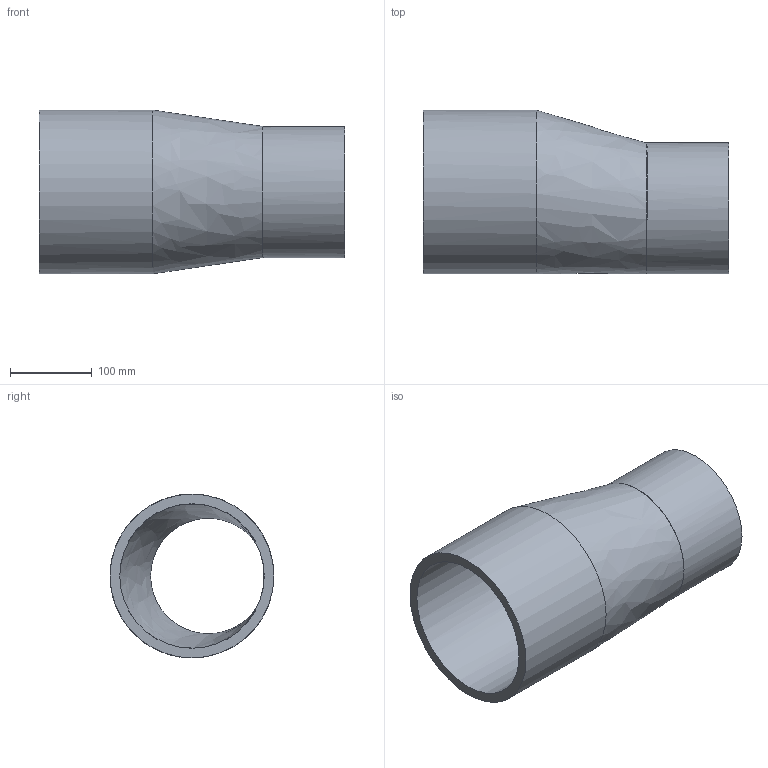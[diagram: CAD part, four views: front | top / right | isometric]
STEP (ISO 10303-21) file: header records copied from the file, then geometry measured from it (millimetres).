
FILE_DESCRIPTION(/* description */ ('PE100 Eccentric Reduction Long, Ø200-160, SDR17'),/* implementation_level */ '2;1');
FILE_NAME(/* name */ 'REL-EX17-RC-200-160',/* time_stamp */ '2022-07-06T16:14:56+02:00',/* author */ ('COAB Solutions'),/* organization */ ('GPA Flowsystem'),/* preprocessor_version */ 'ST-DEVELOPER v18.1',/* originating_system */ 'www.coabsolutions.com',/* authorisation */ '');
FILE_SCHEMA (('AUTOMOTIVE_DESIGN { 1 0 10303 214 3 1 1 }','AP242_MANAGED_MODEL_BASED_3D_ENGINEERING_MIM_LF { 1 0 10303 442 1 1 4 }'));
Length unit declared in the file: millimetre
Products named in the file (1): REL-EX17-RC-200-160
Bounding box: 373 x 200 x 200 mm (x, y, z)
Volume: 2191857.6 mm3; surface area: 415018.5 mm2
Topology: 1 solids, 1 shells, 9 faces, 25 edges, 16 vertices
Faces by surface type: cylinder 4, bspline 3, plane 2
Full cylindrical faces by diameter (mm): 141 x1, 160 x1, 176.2 x1, 200 x1
Entity records: 695 total; most frequent: CARTESIAN_POINT 433, ORIENTED_EDGE 46, DIRECTION 46, EDGE_CURVE 23, AXIS2_PLACEMENT_3D 21, VERTEX_POINT 16, CIRCLE 14, EDGE_LOOP 11
